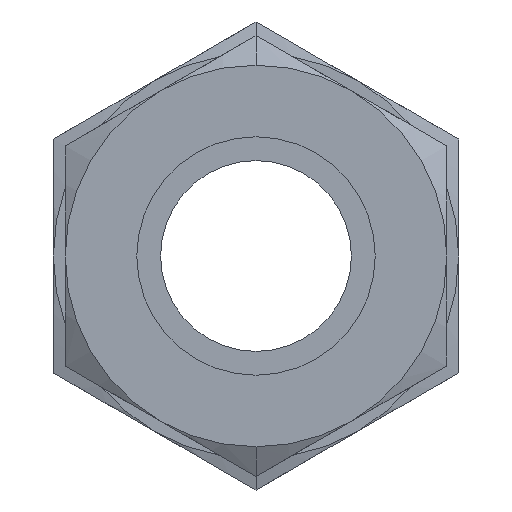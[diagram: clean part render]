
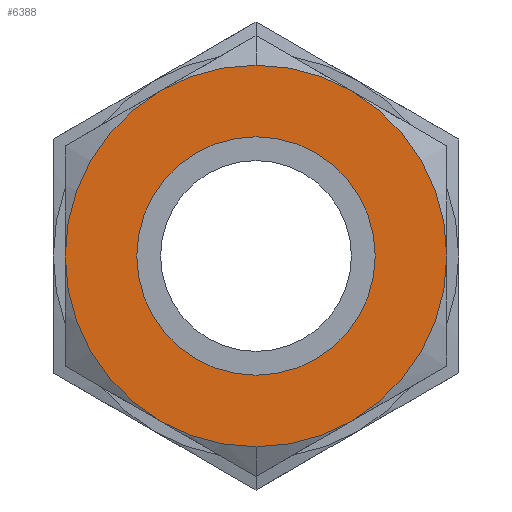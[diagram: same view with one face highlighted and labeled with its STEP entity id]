
A CAD part, left-side view. The second image highlights one B-rep face of the part: STEP entity #6388.
In plain terms, the highlighted planar face has unit normal (-1, 0, 0).
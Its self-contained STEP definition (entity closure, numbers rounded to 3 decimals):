
#34 = CIRCLE ( 'NONE', #1709, 7.935 ) ;
#38 = DIRECTION ( 'NONE',  ( 1., 0., 0. ) ) ;
#110 = CARTESIAN_POINT ( 'NONE',  ( 0., 0., 12.7 ) ) ;
#468 = EDGE_CURVE ( 'NONE', #8347, #3309, #3834, .T. ) ;
#1709 = AXIS2_PLACEMENT_3D ( 'NONE', #6663, #38, #7489 ) ;
#1836 = CIRCLE ( 'NONE', #5058, 7.935 ) ;
#2050 = EDGE_CURVE ( 'NONE', #2845, #6245, #34, .T. ) ;
#2084 = EDGE_LOOP ( 'NONE', ( #5636, #6459 ) ) ;
#2235 = FACE_OUTER_BOUND ( 'NONE', #7766, .T. ) ;
#2269 = DIRECTION ( 'NONE',  ( 1., 0., 0. ) ) ;
#2845 = VERTEX_POINT ( 'NONE', #3986 ) ;
#2998 = CARTESIAN_POINT ( 'NONE',  ( 0., 0., 6.35 ) ) ;
#3042 = DIRECTION ( 'NONE',  ( -1., 0., 0. ) ) ;
#3309 = VERTEX_POINT ( 'NONE', #8158 ) ;
#3695 = DIRECTION ( 'NONE',  ( 1., 0., 0. ) ) ;
#3715 = AXIS2_PLACEMENT_3D ( 'NONE', #2998, #3042, #3857 ) ;
#3834 = CIRCLE ( 'NONE', #7655, 12.7 ) ;
#3857 = DIRECTION ( 'NONE',  ( 0., 0., 1. ) ) ;
#3899 = PLANE ( 'NONE',  #3715 ) ;
#3978 = CIRCLE ( 'NONE', #5984, 12.7 ) ;
#3986 = CARTESIAN_POINT ( 'NONE',  ( 0., 0., 7.935 ) ) ;
#5058 = AXIS2_PLACEMENT_3D ( 'NONE', #6850, #3695, #8846 ) ;
#5144 = DIRECTION ( 'NONE',  ( 0., 0., 1. ) ) ;
#5636 = ORIENTED_EDGE ( 'NONE', *, *, #6972, .T. ) ;
#5946 = CARTESIAN_POINT ( 'NONE',  ( 0., 0., -7.935 ) ) ;
#5984 = AXIS2_PLACEMENT_3D ( 'NONE', #8144, #2269, #6647 ) ;
#6245 = VERTEX_POINT ( 'NONE', #5946 ) ;
#6354 = ORIENTED_EDGE ( 'NONE', *, *, #6751, .F. ) ;
#6388 = ADVANCED_FACE ( 'NONE', ( #8252, #2235 ), #3899, .T. ) ;
#6459 = ORIENTED_EDGE ( 'NONE', *, *, #2050, .T. ) ;
#6647 = DIRECTION ( 'NONE',  ( 0., 0., -1. ) ) ;
#6663 = CARTESIAN_POINT ( 'NONE',  ( 0., 0., 0. ) ) ;
#6751 = EDGE_CURVE ( 'NONE', #3309, #8347, #3978, .T. ) ;
#6850 = CARTESIAN_POINT ( 'NONE',  ( 0., 0., 0. ) ) ;
#6972 = EDGE_CURVE ( 'NONE', #6245, #2845, #1836, .T. ) ;
#7307 = ORIENTED_EDGE ( 'NONE', *, *, #468, .F. ) ;
#7489 = DIRECTION ( 'NONE',  ( 0., 0., 1. ) ) ;
#7655 = AXIS2_PLACEMENT_3D ( 'NONE', #8904, #8092, #5144 ) ;
#7766 = EDGE_LOOP ( 'NONE', ( #7307, #6354 ) ) ;
#8092 = DIRECTION ( 'NONE',  ( 1., 0., 0. ) ) ;
#8144 = CARTESIAN_POINT ( 'NONE',  ( 0., 0., 0. ) ) ;
#8158 = CARTESIAN_POINT ( 'NONE',  ( 0., 0., -12.7 ) ) ;
#8252 = FACE_BOUND ( 'NONE', #2084, .T. ) ;
#8347 = VERTEX_POINT ( 'NONE', #110 ) ;
#8846 = DIRECTION ( 'NONE',  ( 0., 0., -1. ) ) ;
#8904 = CARTESIAN_POINT ( 'NONE',  ( 0., 0., 0. ) ) ;
